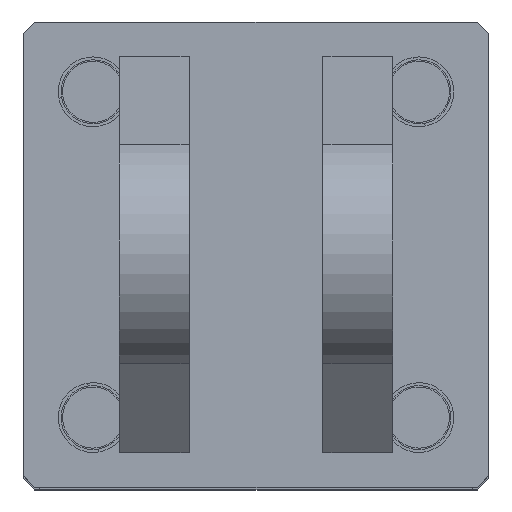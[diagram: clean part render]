
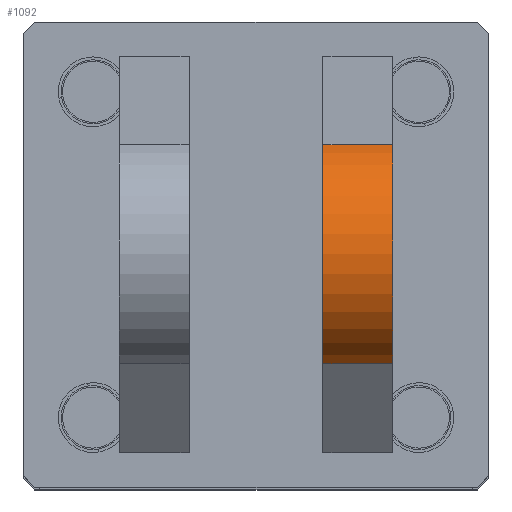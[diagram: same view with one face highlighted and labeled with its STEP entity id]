
A CAD part, top view. The second image highlights one B-rep face of the part: STEP entity #1092.
In plain terms, the highlighted cylindrical face has radius 20 mm (diameter 40 mm), a partial arc.
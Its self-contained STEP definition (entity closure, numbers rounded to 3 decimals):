
#1092 = ADVANCED_FACE ( 'NONE', ( #6042 ), #6043, .T. ) ;
#1153 = ORIENTED_EDGE ( 'NONE', *, *, #8153, .F. ) ;
#1155 = ORIENTED_EDGE ( 'NONE', *, *, #8155, .T. ) ;
#2268 = LINE ( 'NONE', #3476, #2271 ) ;
#2271 = VECTOR ( 'NONE', #3477, 1000. ) ;
#2272 = CIRCLE ( 'NONE', #5642, 20. ) ;
#2273 = LINE ( 'NONE', #3482, #2279 ) ;
#2279 = VECTOR ( 'NONE', #3490, 1000. ) ;
#2282 = CIRCLE ( 'NONE', #5643, 20. ) ;
#3476 = CARTESIAN_POINT ( 'NONE',  ( 23.5, 18.794, -41.84 ) ) ;
#3477 = DIRECTION ( 'NONE',  ( -1., 0., 0. ) ) ;
#3482 = CARTESIAN_POINT ( 'NONE',  ( 23.5, -18.794, -41.84 ) ) ;
#3484 = CARTESIAN_POINT ( 'NONE',  ( -11.5, 0., -35. ) ) ;
#3485 = DIRECTION ( 'NONE',  ( -1., 0., 0. ) ) ;
#3486 = DIRECTION ( 'NONE',  ( 0., 0., 1. ) ) ;
#3490 = DIRECTION ( 'NONE',  ( -1., 0., 0. ) ) ;
#3499 = CARTESIAN_POINT ( 'NONE',  ( -23.5, 0., -35. ) ) ;
#3500 = DIRECTION ( 'NONE',  ( 1., 0., 0. ) ) ;
#3501 = DIRECTION ( 'NONE',  ( 0., 0., -1. ) ) ;
#5309 = CARTESIAN_POINT ( 'NONE',  ( -23.5, -18.794, -41.84 ) ) ;
#5310 = CARTESIAN_POINT ( 'NONE',  ( -11.5, -18.794, -41.84 ) ) ;
#5313 = CARTESIAN_POINT ( 'NONE',  ( -23.5, 18.794, -41.84 ) ) ;
#5316 = CARTESIAN_POINT ( 'NONE',  ( -11.5, 18.794, -41.84 ) ) ;
#5642 = AXIS2_PLACEMENT_3D ( 'NONE', #3484, #3485, #3486 ) ;
#5643 = AXIS2_PLACEMENT_3D ( 'NONE', #3499, #3500, #3501 ) ;
#6042 = FACE_OUTER_BOUND ( 'NONE', #7503, .T. ) ;
#6043 = CYLINDRICAL_SURFACE ( 'NONE', #8903, 20. ) ;
#7503 = EDGE_LOOP ( 'NONE', ( #1153, #1155, #7697, #7698 ) ) ;
#7697 = ORIENTED_EDGE ( 'NONE', *, *, #8158, .T. ) ;
#7698 = ORIENTED_EDGE ( 'NONE', *, *, #8162, .T. ) ;
#8012 = VERTEX_POINT ( 'NONE', #5309 ) ;
#8013 = VERTEX_POINT ( 'NONE', #5310 ) ;
#8016 = VERTEX_POINT ( 'NONE', #5313 ) ;
#8019 = VERTEX_POINT ( 'NONE', #5316 ) ;
#8153 = EDGE_CURVE ( 'NONE', #8019, #8016, #2268, .T. ) ;
#8155 = EDGE_CURVE ( 'NONE', #8019, #8013, #2272, .T. ) ;
#8158 = EDGE_CURVE ( 'NONE', #8013, #8012, #2273, .T. ) ;
#8162 = EDGE_CURVE ( 'NONE', #8012, #8016, #2282, .T. ) ;
#8820 = CARTESIAN_POINT ( 'NONE',  ( 23.5, 0., -35. ) ) ;
#8828 = DIRECTION ( 'NONE',  ( -1., 0., 0. ) ) ;
#8833 = DIRECTION ( 'NONE',  ( 0., 0., 1. ) ) ;
#8903 = AXIS2_PLACEMENT_3D ( 'NONE', #8820, #8828, #8833 ) ;
